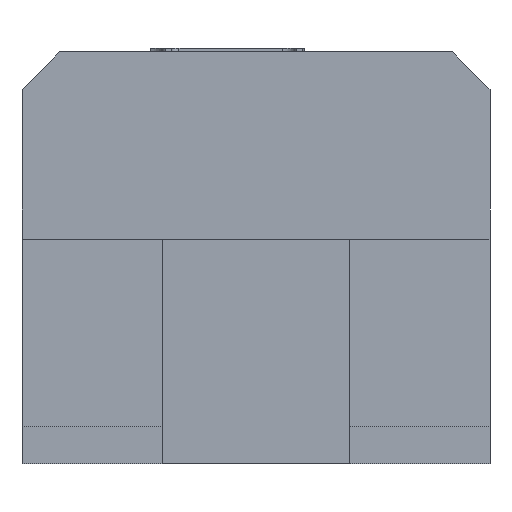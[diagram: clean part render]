
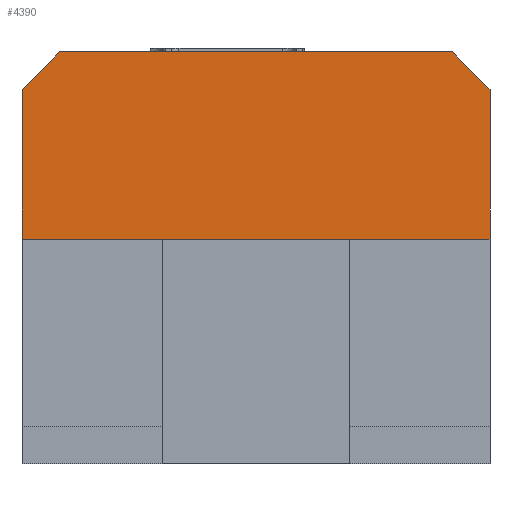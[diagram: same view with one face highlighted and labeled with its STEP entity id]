
A CAD part, left-side view. The second image highlights one B-rep face of the part: STEP entity #4390.
In plain terms, the highlighted free-form (B-spline) face has degree [1, 1] with [2, 2] control points.
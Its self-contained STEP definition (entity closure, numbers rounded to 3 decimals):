
#4282 = VERTEX_POINT('',#4283);
#4283 = CARTESIAN_POINT('',(-1.84,1.332,
    2.537));
#4288 = EDGE_CURVE('',#4282,#4289,#4291,.T.);
#4289 = VERTEX_POINT('',#4290);
#4290 = CARTESIAN_POINT('',(-1.84,-1.332,
    2.537));
#4291 = B_SPLINE_CURVE_WITH_KNOTS('',1,(#4292,#4293),.UNSPECIFIED.,.F.,
  .F.,(2,2),(-2.3,-0.2),.PIECEWISE_BEZIER_KNOTS.);
#4292 = CARTESIAN_POINT('',(-1.84,1.332,
    2.537));
#4293 = CARTESIAN_POINT('',(-1.84,-1.332,
    2.537));
#4316 = VERTEX_POINT('',#4317);
#4317 = CARTESIAN_POINT('',(-1.84,1.586,
    2.284));
#4322 = EDGE_CURVE('',#4316,#4282,#4323,.T.);
#4323 = B_SPLINE_CURVE_WITH_KNOTS('',1,(#4324,#4325),.UNSPECIFIED.,.F.,
  .F.,(2,2),(-0.283,0.),.PIECEWISE_BEZIER_KNOTS.);
#4324 = CARTESIAN_POINT('',(-1.84,1.586,
    2.284));
#4325 = CARTESIAN_POINT('',(-1.84,1.332,
    2.537));
#4372 = EDGE_CURVE('',#4289,#4373,#4375,.T.);
#4373 = VERTEX_POINT('',#4374);
#4374 = CARTESIAN_POINT('',(-1.84,-1.586,
    2.284));
#4375 = B_SPLINE_CURVE_WITH_KNOTS('',1,(#4376,#4377),.UNSPECIFIED.,.F.,
  .F.,(2,2),(0.,0.283),
  .PIECEWISE_BEZIER_KNOTS.);
#4376 = CARTESIAN_POINT('',(-1.84,-1.332,
    2.537));
#4377 = CARTESIAN_POINT('',(-1.84,-1.586,
    2.284));
#4390 = ADVANCED_FACE('',(#4391),#4415,.F.);
#4391 = FACE_BOUND('',#4392,.T.);
#4392 = EDGE_LOOP('',(#4393,#4400,#4407,#4412,#4413,#4414));
#4393 = ORIENTED_EDGE('',*,*,#4394,.F.);
#4394 = EDGE_CURVE('',#4395,#4316,#4397,.T.);
#4395 = VERTEX_POINT('',#4396);
#4396 = CARTESIAN_POINT('',(-1.84,1.586,
    1.269));
#4397 = B_SPLINE_CURVE_WITH_KNOTS('',1,(#4398,#4399),.UNSPECIFIED.,.F.,
  .F.,(2,2),(-1.,-0.2),.PIECEWISE_BEZIER_KNOTS.);
#4398 = CARTESIAN_POINT('',(-1.84,1.586,
    1.269));
#4399 = CARTESIAN_POINT('',(-1.84,1.586,
    2.284));
#4400 = ORIENTED_EDGE('',*,*,#4401,.F.);
#4401 = EDGE_CURVE('',#4402,#4395,#4404,.T.);
#4402 = VERTEX_POINT('',#4403);
#4403 = CARTESIAN_POINT('',(-1.84,-1.586,
    1.269));
#4404 = B_SPLINE_CURVE_WITH_KNOTS('',1,(#4405,#4406),.UNSPECIFIED.,.F.,
  .F.,(2,2),(-2.5,0.),.PIECEWISE_BEZIER_KNOTS.);
#4405 = CARTESIAN_POINT('',(-1.84,-1.586,
    1.269));
#4406 = CARTESIAN_POINT('',(-1.84,1.586,
    1.269));
#4407 = ORIENTED_EDGE('',*,*,#4408,.F.);
#4408 = EDGE_CURVE('',#4373,#4402,#4409,.T.);
#4409 = B_SPLINE_CURVE_WITH_KNOTS('',1,(#4410,#4411),.UNSPECIFIED.,.F.,
  .F.,(2,2),(0.2,1.),.PIECEWISE_BEZIER_KNOTS.);
#4410 = CARTESIAN_POINT('',(-1.84,-1.586,
    2.284));
#4411 = CARTESIAN_POINT('',(-1.84,-1.586,
    1.269));
#4412 = ORIENTED_EDGE('',*,*,#4372,.F.);
#4413 = ORIENTED_EDGE('',*,*,#4288,.F.);
#4414 = ORIENTED_EDGE('',*,*,#4322,.F.);
#4415 = B_SPLINE_SURFACE_WITH_KNOTS('',1,1,(
    (#4416,#4417)
    ,(#4418,#4419
    )),.UNSPECIFIED.,.F.,.F.,.F.,(2,2),(2,2),(0.,1.),(
    -2.5,0.),.PIECEWISE_BEZIER_KNOTS.);
#4416 = CARTESIAN_POINT('',(-1.84,-1.586,
    2.537));
#4417 = CARTESIAN_POINT('',(-1.84,1.586,
    2.537));
#4418 = CARTESIAN_POINT('',(-1.84,-1.586,
    1.269));
#4419 = CARTESIAN_POINT('',(-1.84,1.586,
    1.269));
